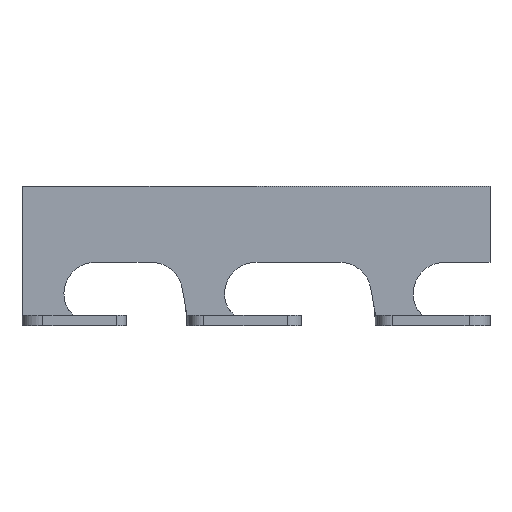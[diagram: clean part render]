
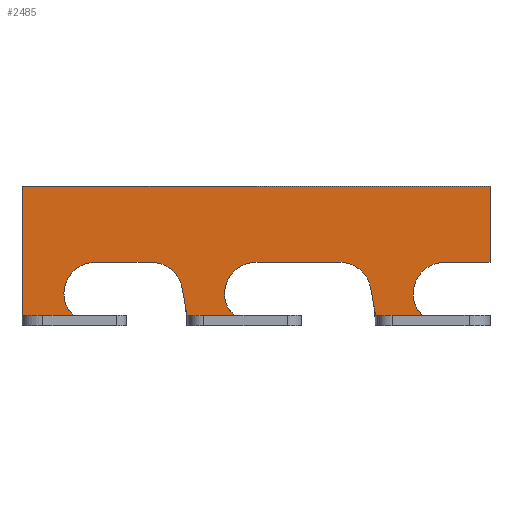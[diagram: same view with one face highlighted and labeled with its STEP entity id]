
A CAD part, left-side view. The second image highlights one B-rep face of the part: STEP entity #2485.
In plain terms, the highlighted planar face has unit normal (-1, 0, 0).
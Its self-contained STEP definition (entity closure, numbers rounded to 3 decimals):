
#6=CARTESIAN_POINT('',(-32.455,0.,-15.4));
#7=DIRECTION('',(-1.,0.,0.));
#8=DIRECTION('',(0.,0.,1.));
#9=AXIS2_PLACEMENT_3D('',#6,#7,#8);
#11=CARTESIAN_POINT('',(-32.455,9.883,-18.5));
#12=CARTESIAN_POINT('',(-32.455,9.897,-18.37));
#13=CARTESIAN_POINT('',(-32.455,9.929,-18.123));
#14=CARTESIAN_POINT('',(-32.455,9.986,-17.795));
#15=CARTESIAN_POINT('',(-32.455,10.047,-17.503));
#16=CARTESIAN_POINT('',(-32.455,10.104,-17.238));
#17=CARTESIAN_POINT('',(-32.455,10.135,-17.077));
#18=CARTESIAN_POINT('',(-32.455,10.148,-17.));
#20=DIRECTION('',(0.,-0.174,-0.985));
#21=VECTOR('',#20,2.418);
#22=CARTESIAN_POINT('',(-32.455,10.568,-14.619));
#23=LINE('',#22,#21);
#24=CARTESIAN_POINT('',(-32.455,15.,-15.4));
#25=DIRECTION('',(1.,0.,0.));
#26=DIRECTION('',(0.,0.,1.));
#27=AXIS2_PLACEMENT_3D('',#24,#25,#26);
#29=CARTESIAN_POINT('',(-32.455,23.,-15.4));
#30=DIRECTION('',(-1.,0.,0.));
#31=DIRECTION('',(0.,0.,1.));
#32=AXIS2_PLACEMENT_3D('',#29,#30,#31);
#34=DIRECTION('',(0.,0.,1.));
#35=VECTOR('',#34,18.5);
#36=CARTESIAN_POINT('',(-32.455,33.5,-18.5));
#37=LINE('',#36,#35);
#38=DIRECTION('',(0.,0.,-1.));
#39=VECTOR('',#38,10.9);
#40=CARTESIAN_POINT('',(-32.455,-33.5,0.));
#41=LINE('',#40,#39);
#42=CARTESIAN_POINT('',(-32.455,-27.,-15.4));
#43=DIRECTION('',(-1.,0.,0.));
#44=DIRECTION('',(0.,0.,1.));
#45=AXIS2_PLACEMENT_3D('',#42,#43,#44);
#47=CARTESIAN_POINT('',(-32.455,-17.117,-18.5));
#48=CARTESIAN_POINT('',(-32.455,-17.103,-18.37));
#49=CARTESIAN_POINT('',(-32.455,-17.071,-18.123));
#50=CARTESIAN_POINT('',(-32.455,-17.014,-17.796));
#51=CARTESIAN_POINT('',(-32.455,-16.953,-17.503));
#52=CARTESIAN_POINT('',(-32.455,-16.896,-17.239));
#53=CARTESIAN_POINT('',(-32.455,-16.865,-17.077));
#54=CARTESIAN_POINT('',(-32.455,-16.852,-17.));
#56=DIRECTION('',(0.,-0.174,-0.985));
#57=VECTOR('',#56,2.418);
#58=CARTESIAN_POINT('',(-32.455,-16.432,-14.619));
#59=LINE('',#58,#57);
#60=CARTESIAN_POINT('',(-32.455,-12.,-15.4));
#61=DIRECTION('',(1.,0.,0.));
#62=DIRECTION('',(0.,0.,1.));
#63=AXIS2_PLACEMENT_3D('',#60,#61,#62);
#74=DIRECTION('',(0.,1.,0.));
#75=VECTOR('',#74,12.);
#76=CARTESIAN_POINT('',(-32.455,-12.,-10.9));
#77=LINE('',#76,#75);
#824=DIRECTION('',(0.,1.,0.));
#825=VECTOR('',#824,67.);
#826=CARTESIAN_POINT('',(-32.455,-33.5,0.));
#827=LINE('',#826,#825);
#1372=DIRECTION('',(0.,-1.,0.));
#1373=VECTOR('',#1372,7.426);
#1374=CARTESIAN_POINT('',(-32.455,33.5,-18.5));
#1375=LINE('',#1374,#1373);
#1406=CARTESIAN_POINT('',(-32.455,26.074,-18.5));
#1407=CARTESIAN_POINT('',(-32.455,26.194,
-18.376));
#1408=CARTESIAN_POINT('',(-32.455,26.432,
-18.147));
#1409=CARTESIAN_POINT('',(-32.455,26.748,
-17.828));
#1410=CARTESIAN_POINT('',(-32.455,26.913,
-17.611));
#1411=CARTESIAN_POINT('',(-32.455,26.98,
-17.5));
#1448=DIRECTION('',(0.,1.,0.));
#1449=VECTOR('',#1448,8.);
#1450=CARTESIAN_POINT('',(-32.455,15.,-10.9));
#1451=LINE('',#1450,#1449);
#1489=DIRECTION('',(0.,-1.,0.));
#1490=VECTOR('',#1489,6.809);
#1491=CARTESIAN_POINT('',(-32.455,9.883,-18.5));
#1492=LINE('',#1491,#1490);
#1583=CARTESIAN_POINT('',(-32.455,3.074,-18.5));
#1584=CARTESIAN_POINT('',(-32.455,3.194,
-18.376));
#1585=CARTESIAN_POINT('',(-32.455,3.432,
-18.147));
#1586=CARTESIAN_POINT('',(-32.455,3.749,
-17.828));
#1587=CARTESIAN_POINT('',(-32.455,3.913,
-17.611));
#1588=CARTESIAN_POINT('',(-32.455,3.98,
-17.5));
#1729=DIRECTION('',(0.,-1.,0.));
#1730=VECTOR('',#1729,6.809);
#1731=CARTESIAN_POINT('',(-32.455,-17.117,-18.5));
#1732=LINE('',#1731,#1730);
#1830=CARTESIAN_POINT('',(-32.455,-23.926,-18.5));
#1831=CARTESIAN_POINT('',(-32.455,-23.807,
-18.377));
#1832=CARTESIAN_POINT('',(-32.455,-23.57,
-18.15));
#1833=CARTESIAN_POINT('',(-32.455,-23.254,
-17.831));
#1834=CARTESIAN_POINT('',(-32.455,-23.088,
-17.613));
#1835=CARTESIAN_POINT('',(-32.455,-23.02,
-17.5));
#1876=DIRECTION('',(0.,1.,0.));
#1877=VECTOR('',#1876,6.5);
#1878=CARTESIAN_POINT('',(-32.455,-33.5,-10.9));
#1879=LINE('',#1878,#1877);
#1897=CARTESIAN_POINT('',(-32.455,-33.5,-10.9));
#1899=VERTEX_POINT('',#1897);
#1953=CARTESIAN_POINT('',(-32.455,0.,-10.9));
#1955=VERTEX_POINT('',#1953);
#1956=CARTESIAN_POINT('',(-32.455,-12.,-10.9));
#1957=VERTEX_POINT('',#1956);
#1964=CARTESIAN_POINT('',(-32.455,-16.432,
-14.619));
#1965=VERTEX_POINT('',#1964);
#1966=CARTESIAN_POINT('',(-32.455,-16.852,
-17.));
#1967=VERTEX_POINT('',#1966);
#1968=CARTESIAN_POINT('',(-32.455,10.568,
-14.619));
#1969=CARTESIAN_POINT('',(-32.455,10.148,
-17.));
#1970=VERTEX_POINT('',#1968);
#1971=VERTEX_POINT('',#1969);
#1972=CARTESIAN_POINT('',(-32.455,15.,-10.9));
#1973=VERTEX_POINT('',#1972);
#1974=CARTESIAN_POINT('',(-32.455,23.,-10.9));
#1975=VERTEX_POINT('',#1974);
#1976=CARTESIAN_POINT('',(-32.455,-27.,-10.9));
#1977=VERTEX_POINT('',#1976);
#2322=CARTESIAN_POINT('',(-32.455,-33.5,0.));
#2323=CARTESIAN_POINT('',(-32.455,33.5,0.));
#2324=VERTEX_POINT('',#2322);
#2325=VERTEX_POINT('',#2323);
#2378=CARTESIAN_POINT('',(-32.455,33.5,-18.5));
#2379=CARTESIAN_POINT('',(-32.455,26.074,-18.5));
#2380=VERTEX_POINT('',#2378);
#2381=VERTEX_POINT('',#2379);
#2382=CARTESIAN_POINT('',(-32.455,9.883,-18.5));
#2383=CARTESIAN_POINT('',(-32.455,3.074,-18.5));
#2384=VERTEX_POINT('',#2382);
#2385=VERTEX_POINT('',#2383);
#2386=CARTESIAN_POINT('',(-32.455,-17.117,-18.5));
#2387=CARTESIAN_POINT('',(-32.455,-23.926,-18.5));
#2388=VERTEX_POINT('',#2386);
#2389=VERTEX_POINT('',#2387);
#2402=CARTESIAN_POINT('',(-32.455,3.98,
-17.5));
#2403=VERTEX_POINT('',#2402);
#2406=CARTESIAN_POINT('',(-32.455,-23.02,
-17.5));
#2407=VERTEX_POINT('',#2406);
#2410=VERTEX_POINT('',#1411);
#2437=CARTESIAN_POINT('',(-32.455,-23.941,-22.));
#2438=DIRECTION('',(1.,0.,0.));
#2439=DIRECTION('',(0.,-1.,0.));
#2440=AXIS2_PLACEMENT_3D('',#2437,#2438,#2439);
#2441=PLANE('',#2440);
#2443=ORIENTED_EDGE('',*,*,#2442,.T.);
#2445=ORIENTED_EDGE('',*,*,#2444,.F.);
#2447=ORIENTED_EDGE('',*,*,#2446,.F.);
#2449=ORIENTED_EDGE('',*,*,#2448,.T.);
#2451=ORIENTED_EDGE('',*,*,#2450,.F.);
#2453=ORIENTED_EDGE('',*,*,#2452,.F.);
#2455=ORIENTED_EDGE('',*,*,#2454,.T.);
#2457=ORIENTED_EDGE('',*,*,#2456,.T.);
#2459=ORIENTED_EDGE('',*,*,#2458,.F.);
#2461=ORIENTED_EDGE('',*,*,#2460,.F.);
#2463=ORIENTED_EDGE('',*,*,#2462,.T.);
#2465=ORIENTED_EDGE('',*,*,#2464,.F.);
#2466=ORIENTED_EDGE('',*,*,#2418,.T.);
#2468=ORIENTED_EDGE('',*,*,#2467,.T.);
#2470=ORIENTED_EDGE('',*,*,#2469,.T.);
#2472=ORIENTED_EDGE('',*,*,#2471,.F.);
#2474=ORIENTED_EDGE('',*,*,#2473,.F.);
#2476=ORIENTED_EDGE('',*,*,#2475,.T.);
#2478=ORIENTED_EDGE('',*,*,#2477,.F.);
#2480=ORIENTED_EDGE('',*,*,#2479,.F.);
#2482=ORIENTED_EDGE('',*,*,#2481,.T.);
#2483=EDGE_LOOP('',(#2443,#2445,#2447,#2449,#2451,#2453,#2455,#2457,#2459,#2461,
#2463,#2465,#2466,#2468,#2470,#2472,#2474,#2476,#2478,#2480,#2482));
#2484=FACE_OUTER_BOUND('',#2483,.F.);
#2485=ADVANCED_FACE('',(#2484),#2441,.F.);
#10=CIRCLE('',#9,4.5);
#19=B_SPLINE_CURVE_WITH_KNOTS('',3,(#11,#12,#13,#14,#15,#16,#17,#18),
.UNSPECIFIED.,.F.,.F.,(4,1,1,1,1,4),(0.,0.2,0.4,0.6,0.8,1.),
.UNSPECIFIED.);
#28=CIRCLE('',#27,4.5);
#33=CIRCLE('',#32,4.5);
#46=CIRCLE('',#45,4.5);
#55=B_SPLINE_CURVE_WITH_KNOTS('',3,(#47,#48,#49,#50,#51,#52,#53,#54),
.UNSPECIFIED.,.F.,.F.,(4,1,1,1,1,4),(0.,0.2,0.4,0.6,0.8,1.),
.UNSPECIFIED.);
#64=CIRCLE('',#63,4.5);
#1412=B_SPLINE_CURVE_WITH_KNOTS('',3,(#1406,#1407,#1408,#1409,#1410,#1411),
.UNSPECIFIED.,.F.,.F.,(4,1,1,4),(0.,0.333,0.667,1.),
.UNSPECIFIED.);
#1589=B_SPLINE_CURVE_WITH_KNOTS('',3,(#1583,#1584,#1585,#1586,#1587,#1588),
.UNSPECIFIED.,.F.,.F.,(4,1,1,4),(0.,0.333,0.667,1.),
.UNSPECIFIED.);
#1836=B_SPLINE_CURVE_WITH_KNOTS('',3,(#1830,#1831,#1832,#1833,#1834,#1835),
.UNSPECIFIED.,.F.,.F.,(4,1,1,4),(0.,0.333,0.667,1.),
.UNSPECIFIED.);
#2418=EDGE_CURVE('',#2324,#1899,#41,.T.);
#2442=EDGE_CURVE('',#1955,#2403,#10,.T.);
#2444=EDGE_CURVE('',#2385,#2403,#1589,.T.);
#2446=EDGE_CURVE('',#2384,#2385,#1492,.T.);
#2448=EDGE_CURVE('',#2384,#1971,#19,.T.);
#2450=EDGE_CURVE('',#1970,#1971,#23,.T.);
#2452=EDGE_CURVE('',#1973,#1970,#28,.T.);
#2454=EDGE_CURVE('',#1973,#1975,#1451,.T.);
#2456=EDGE_CURVE('',#1975,#2410,#33,.T.);
#2458=EDGE_CURVE('',#2381,#2410,#1412,.T.);
#2460=EDGE_CURVE('',#2380,#2381,#1375,.T.);
#2462=EDGE_CURVE('',#2380,#2325,#37,.T.);
#2464=EDGE_CURVE('',#2324,#2325,#827,.T.);
#2467=EDGE_CURVE('',#1899,#1977,#1879,.T.);
#2469=EDGE_CURVE('',#1977,#2407,#46,.T.);
#2471=EDGE_CURVE('',#2389,#2407,#1836,.T.);
#2473=EDGE_CURVE('',#2388,#2389,#1732,.T.);
#2475=EDGE_CURVE('',#2388,#1967,#55,.T.);
#2477=EDGE_CURVE('',#1965,#1967,#59,.T.);
#2479=EDGE_CURVE('',#1957,#1965,#64,.T.);
#2481=EDGE_CURVE('',#1957,#1955,#77,.T.);
